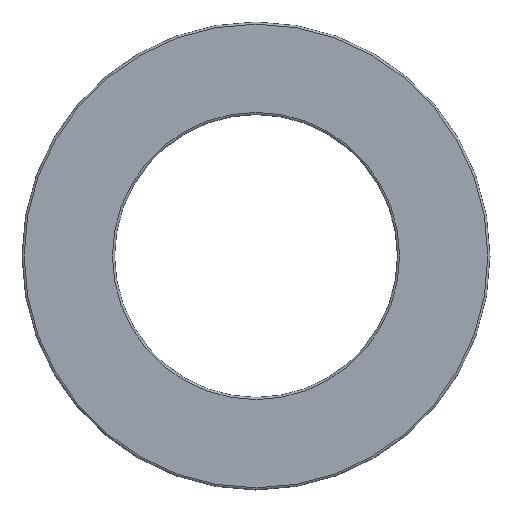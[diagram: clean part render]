
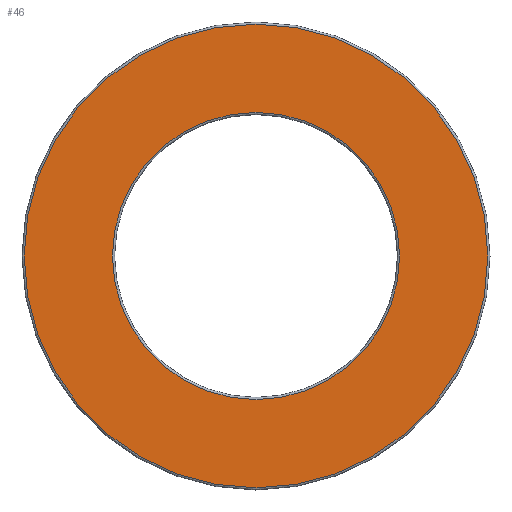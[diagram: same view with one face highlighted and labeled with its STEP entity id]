
A CAD part, left-side view. The second image highlights one B-rep face of the part: STEP entity #46.
In plain terms, the highlighted planar face has unit normal (-1, 0, 0).
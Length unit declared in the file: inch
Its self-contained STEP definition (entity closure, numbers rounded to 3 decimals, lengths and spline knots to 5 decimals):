
#40 = FACE_OUTER_BOUND ( 'NONE', #701, .T. ) ;
#46 = ADVANCED_FACE ( 'NONE', ( #281, #40 ), #203, .F. ) ;
#129 = CARTESIAN_POINT ( 'NONE',  ( -0.5, 0., 0. ) ) ;
#177 = EDGE_CURVE ( 'NONE', #1020, #1020, #886, .T. ) ;
#203 = PLANE ( 'NONE',  #1405 ) ;
#205 = CARTESIAN_POINT ( 'NONE',  ( -0.5, 0., 2.15188 ) ) ;
#208 = DIRECTION ( 'NONE',  ( 0., 0., -1. ) ) ;
#243 = EDGE_LOOP ( 'NONE', ( #1059 ) ) ;
#281 = FACE_BOUND ( 'NONE', #243, .T. ) ;
#322 = AXIS2_PLACEMENT_3D ( 'NONE', #129, #1229, #565 ) ;
#554 = CIRCLE ( 'NONE', #884, 2.15188 ) ;
#562 = CARTESIAN_POINT ( 'NONE',  ( -0.5, 0., 1.3325 ) ) ;
#565 = DIRECTION ( 'NONE',  ( 0., 0., 1. ) ) ;
#623 = CARTESIAN_POINT ( 'NONE',  ( -0.5, 0., 0. ) ) ;
#656 = VERTEX_POINT ( 'NONE', #205 ) ;
#701 = EDGE_LOOP ( 'NONE', ( #1194 ) ) ;
#779 = CARTESIAN_POINT ( 'NONE',  ( -0.5, 0., 0. ) ) ;
#804 = EDGE_CURVE ( 'NONE', #656, #656, #554, .T. ) ;
#884 = AXIS2_PLACEMENT_3D ( 'NONE', #623, #1307, #954 ) ;
#886 = CIRCLE ( 'NONE', #322, 1.3325 ) ;
#954 = DIRECTION ( 'NONE',  ( 0., 0., 1. ) ) ;
#983 = DIRECTION ( 'NONE',  ( 1., 0., 0. ) ) ;
#1020 = VERTEX_POINT ( 'NONE', #562 ) ;
#1059 = ORIENTED_EDGE ( 'NONE', *, *, #177, .F. ) ;
#1194 = ORIENTED_EDGE ( 'NONE', *, *, #804, .T. ) ;
#1229 = DIRECTION ( 'NONE',  ( -1., 0., 0. ) ) ;
#1307 = DIRECTION ( 'NONE',  ( -1., 0., 0. ) ) ;
#1405 = AXIS2_PLACEMENT_3D ( 'NONE', #779, #983, #208 ) ;
